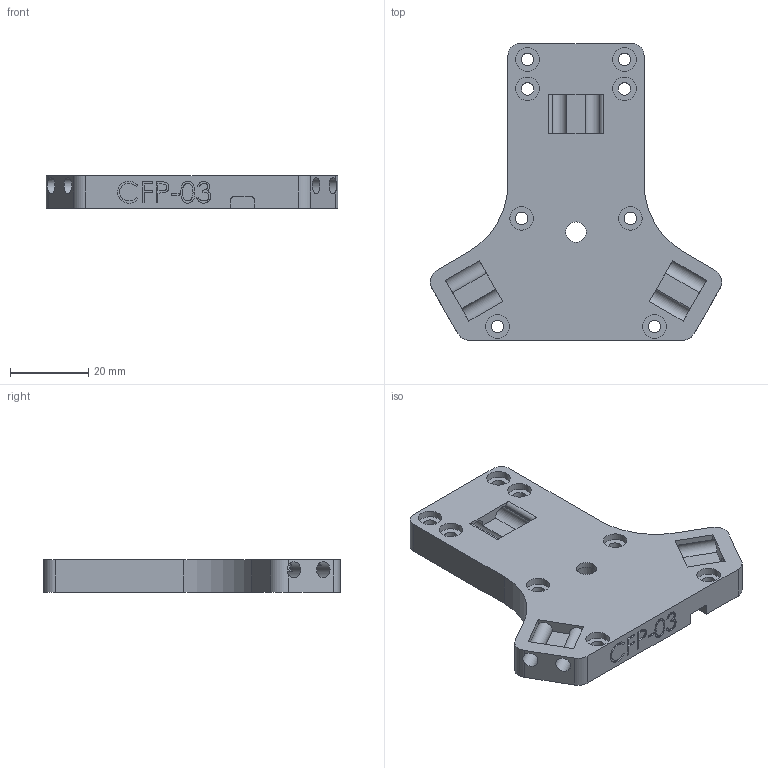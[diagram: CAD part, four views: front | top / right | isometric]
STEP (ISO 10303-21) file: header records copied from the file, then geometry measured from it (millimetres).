
FILE_DESCRIPTION(/* description */ (''),/* implementation_level */ '2;1');
FILE_NAME(/* name */ 'carriage_coupling_plate_assembly.step',/* time_stamp */ '2020-08-01T22:47:31-04:00',/* author */ (''),/* organization */ (''),/* preprocessor_version */ 'ST-DEVELOPER v18.1',/* originating_system */ 'Autodesk Translation Framework v9.3.0.1241',/* authorisation */ '');
FILE_SCHEMA (('AUTOMOTIVE_DESIGN { 1 0 10303 214 3 1 1 }'));
Length unit declared in the file: millimetre
Products named in the file (2): carriage_coupling_plate_assembly; carriage_Carriage Front Plate
Assembly tree (1 placements, depth 2):
  carriage_coupling_plate_assembly
    carriage_Carriage Front Plate
Bounding box: 74.3 x 75.57 x 8.4 mm (x, y, z)
Volume: 25313.8 mm3; surface area: 11379.5 mm2
Topology: 1 solids, 1 shells, 156 faces, 417 edges, 278 vertices
Faces by surface type: plane 79, bspline 38, cylinder 36, cone 3
Full cylindrical faces by diameter (mm): 3 x1, 3.2 x8, 4 x6, 5.2 x1, 6 x8
Entity records: 7275 total; most frequent: CARTESIAN_POINT 3423, ORIENTED_EDGE 834, DIRECTION 677, EDGE_CURVE 417, VERTEX_POINT 278, LINE 241, VECTOR 241, AXIS2_PLACEMENT_3D 218
